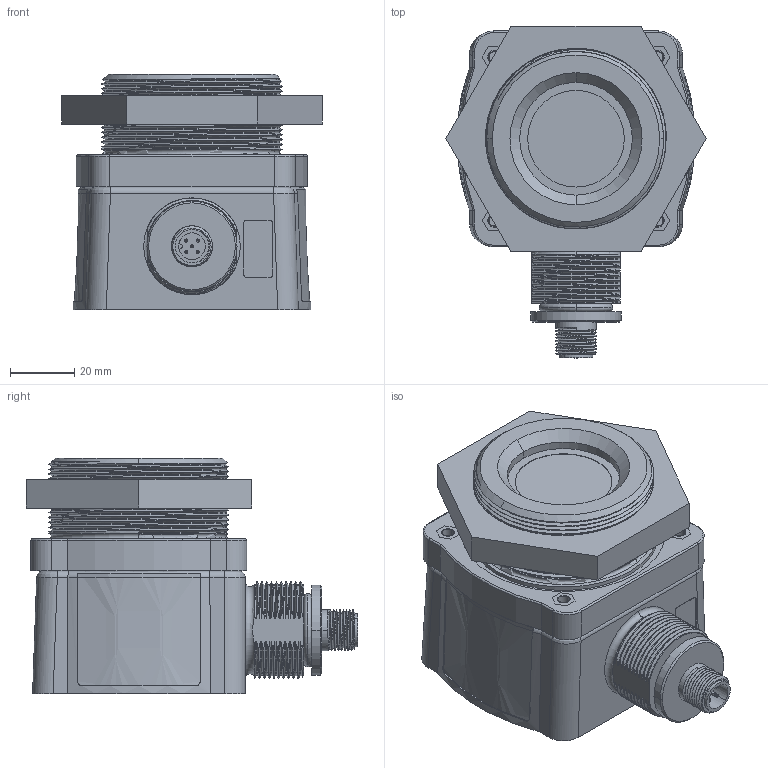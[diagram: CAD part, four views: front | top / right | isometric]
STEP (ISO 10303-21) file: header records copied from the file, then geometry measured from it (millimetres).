
FILE_DESCRIPTION((''),'2;1');
FILE_NAME('159644_ASM','2012-11-05T',('banengservice'),('BANNER ENGINEERING'),'PRO/ENGINEER BY PARAMETRIC TECHNOLOGY CORPORATION, 2009141','PRO/ENGINEER BY PARAMETRIC TECHNOLOGY CORPORATION, 2009141','');
FILE_SCHEMA(('CONFIG_CONTROL_DESIGN'));
Length unit declared in the file: millimetre
Products named in the file (18): 70107; 70106; 70105; 70108; 70119; 58889; 70111; 43690; 29320; 13685; 41089; 110260_ASM; 119871; D00018; 119871_ASM; M4X40SHCS; 119873; 159644_ASM
Assembly tree (23 placements, depth 3):
  159644_ASM
    70107
    70106
    70105
    70108
    70119
    58889
    70111
    43690
    29320
    13685
    110260_ASM
      41089
    119871_ASM
      119871
      D00018  x4
    M4X40SHCS  x4
    119873
Bounding box: 80.83 x 102.97 x 73.11 mm (x, y, z)
Volume: 166951.7 mm3; surface area: 114772.1 mm2
Topology: 21 solids, 31 shells, 1432 faces, 3638 edges, 2360 vertices
Faces by surface type: plane 597, cylinder 500, bspline 160, cone 91, torus 59, extrusion 21, sphere 4
Entity records: 77909 total; most frequent: CARTESIAN_POINT 45989, ORIENTED_EDGE 6736, DIRECTION 6176, EDGE_CURVE 3410, AXIS2_PLACEMENT_3D 2216, VERTEX_POINT 2215, VECTOR 1744, LINE 1723
